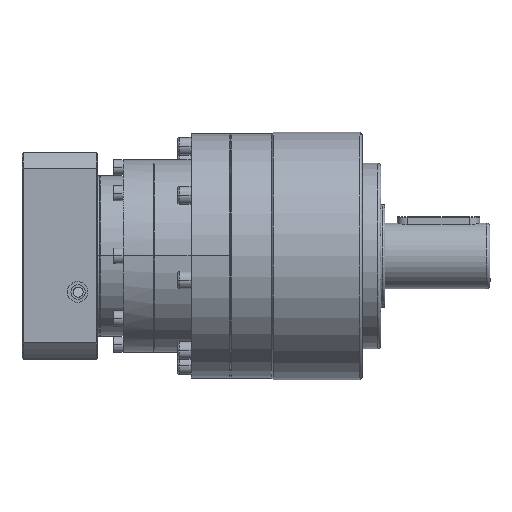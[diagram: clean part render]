
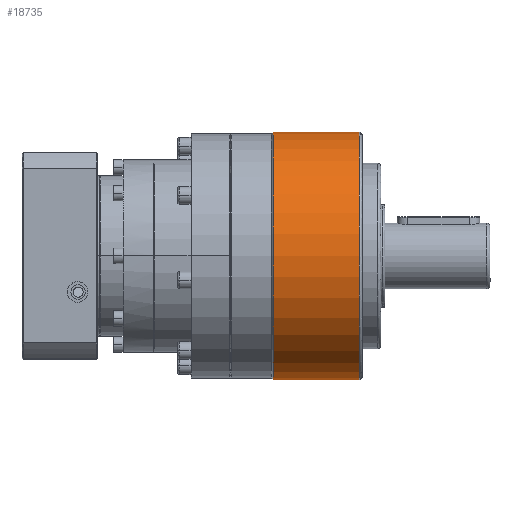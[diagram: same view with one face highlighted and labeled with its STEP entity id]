
A CAD part, top view. The second image highlights one B-rep face of the part: STEP entity #18735.
In plain terms, the highlighted cylindrical face has radius 60 mm (diameter 120 mm), a partial arc.
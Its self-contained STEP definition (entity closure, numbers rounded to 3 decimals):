
#1336 = ORIENTED_EDGE ( 'NONE', *, *, #20630, .F. ) ;
#3494 = DIRECTION ( 'NONE',  ( 1., 0., 0. ) ) ;
#3601 = DIRECTION ( 'NONE',  ( 0., 0., 1. ) ) ;
#3693 = CARTESIAN_POINT ( 'NONE',  ( 0., 0., 20.75 ) ) ;
#3813 = LINE ( 'NONE', #8278, #18456 ) ;
#4105 = LINE ( 'NONE', #10584, #13741 ) ;
#5012 = AXIS2_PLACEMENT_3D ( 'NONE', #19465, #8127, #21524 ) ;
#5585 = VERTEX_POINT ( 'NONE', #9703 ) ;
#5702 = EDGE_CURVE ( 'NONE', #5794, #20607, #14123, .T. ) ;
#5794 = VERTEX_POINT ( 'NONE', #6279 ) ;
#6279 = CARTESIAN_POINT ( 'NONE',  ( -60., 0., 20.75 ) ) ;
#6364 = DIRECTION ( 'NONE',  ( 0., 0., 1. ) ) ;
#6474 = VERTEX_POINT ( 'NONE', #17737 ) ;
#6643 = ORIENTED_EDGE ( 'NONE', *, *, #20548, .T. ) ;
#6876 = ORIENTED_EDGE ( 'NONE', *, *, #5702, .T. ) ;
#8127 = DIRECTION ( 'NONE',  ( 0., 0., -1. ) ) ;
#8278 = CARTESIAN_POINT ( 'NONE',  ( 60., 0., 0. ) ) ;
#9703 = CARTESIAN_POINT ( 'NONE',  ( -60., 0., 62.5 ) ) ;
#10584 = CARTESIAN_POINT ( 'NONE',  ( -60., 0., 0. ) ) ;
#11305 = CYLINDRICAL_SURFACE ( 'NONE', #17105, 60. ) ;
#11740 = EDGE_LOOP ( 'NONE', ( #1336, #6876, #6643, #14701 ) ) ;
#12312 = CARTESIAN_POINT ( 'NONE',  ( 60., 0., 20.75 ) ) ;
#13741 = VECTOR ( 'NONE', #23976, 1000. ) ;
#14123 = CIRCLE ( 'NONE', #21724, 60. ) ;
#14701 = ORIENTED_EDGE ( 'NONE', *, *, #15505, .T. ) ;
#15505 = EDGE_CURVE ( 'NONE', #6474, #5585, #23260, .T. ) ;
#16230 = DIRECTION ( 'NONE',  ( 0., 0., 1. ) ) ;
#17105 = AXIS2_PLACEMENT_3D ( 'NONE', #20164, #16230, #18274 ) ;
#17737 = CARTESIAN_POINT ( 'NONE',  ( 60., 0., 62.5 ) ) ;
#18274 = DIRECTION ( 'NONE',  ( 1., 0., 0. ) ) ;
#18456 = VECTOR ( 'NONE', #6364, 1000. ) ;
#18631 = FACE_OUTER_BOUND ( 'NONE', #11740, .T. ) ;
#18735 = ADVANCED_FACE ( 'NONE', ( #18631 ), #11305, .T. ) ;
#19465 = CARTESIAN_POINT ( 'NONE',  ( 0., 0., 62.5 ) ) ;
#20164 = CARTESIAN_POINT ( 'NONE',  ( 0., 0., 0. ) ) ;
#20548 = EDGE_CURVE ( 'NONE', #20607, #6474, #3813, .T. ) ;
#20607 = VERTEX_POINT ( 'NONE', #12312 ) ;
#20630 = EDGE_CURVE ( 'NONE', #5794, #5585, #4105, .T. ) ;
#21524 = DIRECTION ( 'NONE',  ( 1., 0., 0. ) ) ;
#21724 = AXIS2_PLACEMENT_3D ( 'NONE', #3693, #3601, #3494 ) ;
#23260 = CIRCLE ( 'NONE', #5012, 60. ) ;
#23976 = DIRECTION ( 'NONE',  ( 0., 0., 1. ) ) ;
